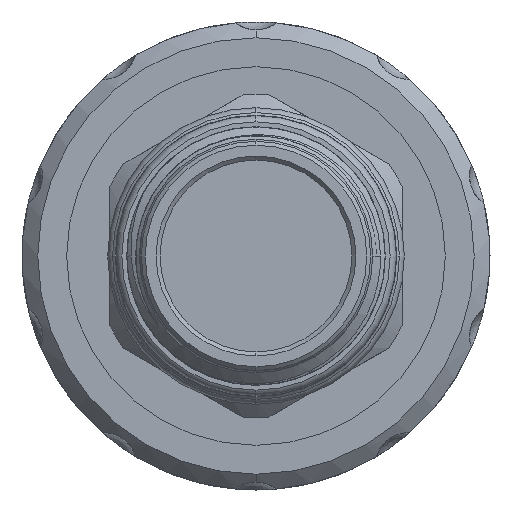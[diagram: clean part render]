
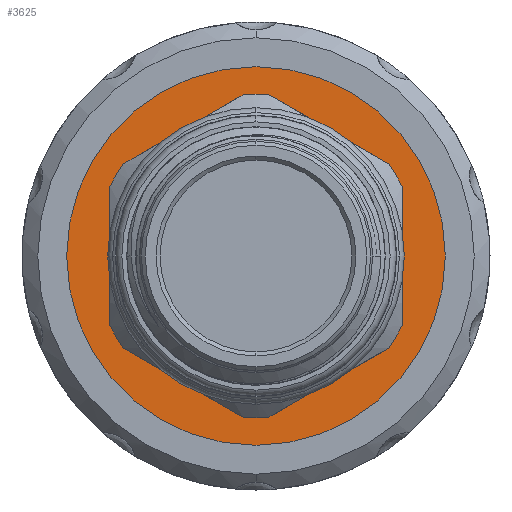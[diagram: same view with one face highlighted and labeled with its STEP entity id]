
A CAD part, left-side view. The second image highlights one B-rep face of the part: STEP entity #3625.
In plain terms, the highlighted planar face has unit normal (-1, 0, 0).
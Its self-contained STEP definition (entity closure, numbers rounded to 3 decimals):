
#110 = DIRECTION ( 'NONE',  ( 0., -1., 0. ) ) ;
#349 = AXIS2_PLACEMENT_3D ( 'NONE', #8037, #10372, #3225 ) ;
#551 = FACE_BOUND ( 'NONE', #7041, .T. ) ;
#599 = CARTESIAN_POINT ( 'NONE',  ( 10.15, 0., 0. ) ) ;
#917 = EDGE_CURVE ( 'NONE', #13201, #11364, #1888, .T. ) ;
#1286 = DIRECTION ( 'NONE',  ( 0., 0., 1. ) ) ;
#1565 = CIRCLE ( 'NONE', #349, 11.11 ) ;
#1777 = CARTESIAN_POINT ( 'NONE',  ( 10.15, 0., 0. ) ) ;
#1786 = DIRECTION ( 'NONE',  ( 0., -1., 0. ) ) ;
#1888 = CIRCLE ( 'NONE', #8461, 11.11 ) ;
#1942 = DIRECTION ( 'NONE',  ( 0., -1., 0. ) ) ;
#2019 = AXIS2_PLACEMENT_3D ( 'NONE', #8066, #9348, #15438 ) ;
#2728 = CARTESIAN_POINT ( 'NONE',  ( 10.15, 0., 0. ) ) ;
#2779 = DIRECTION ( 'NONE',  ( 0., 0., 1. ) ) ;
#2788 = VERTEX_POINT ( 'NONE', #13478 ) ;
#2925 = VERTEX_POINT ( 'NONE', #5527 ) ;
#3106 = VERTEX_POINT ( 'NONE', #4314 ) ;
#3225 = DIRECTION ( 'NONE',  ( 0., -1., 0. ) ) ;
#3400 = EDGE_CURVE ( 'NONE', #10147, #2788, #12027, .T. ) ;
#3517 = EDGE_CURVE ( 'NONE', #8846, #2925, #10857, .T. ) ;
#3579 = AXIS2_PLACEMENT_3D ( 'NONE', #7868, #4109, #1786 ) ;
#3625 = ADVANCED_FACE ( 'NONE', ( #551, #15613 ), #5841, .T. ) ;
#4109 = DIRECTION ( 'NONE',  ( 1., 0., 0. ) ) ;
#4111 = ORIENTED_EDGE ( 'NONE', *, *, #14935, .T. ) ;
#4229 = CIRCLE ( 'NONE', #3579, 11.11 ) ;
#4314 = CARTESIAN_POINT ( 'NONE',  ( 10.15, -5.555, -9.622 ) ) ;
#4359 = ORIENTED_EDGE ( 'NONE', *, *, #12545, .T. ) ;
#4675 = AXIS2_PLACEMENT_3D ( 'NONE', #12087, #7548, #110 ) ;
#4826 = ORIENTED_EDGE ( 'NONE', *, *, #3517, .T. ) ;
#5299 = AXIS2_PLACEMENT_3D ( 'NONE', #11350, #10027, #2779 ) ;
#5527 = CARTESIAN_POINT ( 'NONE',  ( 10.15, 11.11, 0. ) ) ;
#5841 = PLANE ( 'NONE',  #2019 ) ;
#6331 = EDGE_CURVE ( 'NONE', #2925, #13201, #7761, .T. ) ;
#6387 = CARTESIAN_POINT ( 'NONE',  ( 10.15, 5.555, -9.622 ) ) ;
#6551 = CARTESIAN_POINT ( 'NONE',  ( 10.15, 0., 14.4 ) ) ;
#7019 = CARTESIAN_POINT ( 'NONE',  ( 10.15, -5.555, 9.622 ) ) ;
#7041 = EDGE_LOOP ( 'NONE', ( #9148, #4359, #4826, #9593, #13010, #4111 ) ) ;
#7548 = DIRECTION ( 'NONE',  ( 1., 0., 0. ) ) ;
#7761 = CIRCLE ( 'NONE', #9327, 11.11 ) ;
#7868 = CARTESIAN_POINT ( 'NONE',  ( 10.15, 0., 0. ) ) ;
#8037 = CARTESIAN_POINT ( 'NONE',  ( 10.15, 0., 0. ) ) ;
#8066 = CARTESIAN_POINT ( 'NONE',  ( 10.15, 0., 0. ) ) ;
#8461 = AXIS2_PLACEMENT_3D ( 'NONE', #10767, #10817, #15541 ) ;
#8846 = VERTEX_POINT ( 'NONE', #6387 ) ;
#9148 = ORIENTED_EDGE ( 'NONE', *, *, #10184, .T. ) ;
#9202 = DIRECTION ( 'NONE',  ( 1., 0., 0. ) ) ;
#9220 = ORIENTED_EDGE ( 'NONE', *, *, #13151, .T. ) ;
#9327 = AXIS2_PLACEMENT_3D ( 'NONE', #599, #9202, #1942 ) ;
#9348 = DIRECTION ( 'NONE',  ( -1., 0., 0. ) ) ;
#9593 = ORIENTED_EDGE ( 'NONE', *, *, #6331, .T. ) ;
#9896 = CIRCLE ( 'NONE', #4675, 11.11 ) ;
#10027 = DIRECTION ( 'NONE',  ( -1., 0., 0. ) ) ;
#10147 = VERTEX_POINT ( 'NONE', #6551 ) ;
#10183 = CARTESIAN_POINT ( 'NONE',  ( 10.15, 5.555, 9.622 ) ) ;
#10184 = EDGE_CURVE ( 'NONE', #12775, #3106, #1565, .T. ) ;
#10372 = DIRECTION ( 'NONE',  ( 1., 0., 0. ) ) ;
#10767 = CARTESIAN_POINT ( 'NONE',  ( 10.15, 0., 0. ) ) ;
#10817 = DIRECTION ( 'NONE',  ( 1., 0., 0. ) ) ;
#10857 = CIRCLE ( 'NONE', #12342, 11.11 ) ;
#11350 = CARTESIAN_POINT ( 'NONE',  ( 10.15, 0., 0. ) ) ;
#11364 = VERTEX_POINT ( 'NONE', #7019 ) ;
#11514 = DIRECTION ( 'NONE',  ( 1., 0., 0. ) ) ;
#11576 = CARTESIAN_POINT ( 'NONE',  ( 10.15, -11.11, 0. ) ) ;
#12027 = CIRCLE ( 'NONE', #5299, 14.4 ) ;
#12087 = CARTESIAN_POINT ( 'NONE',  ( 10.15, 0., 0. ) ) ;
#12315 = AXIS2_PLACEMENT_3D ( 'NONE', #2728, #12366, #1286 ) ;
#12342 = AXIS2_PLACEMENT_3D ( 'NONE', #1777, #11514, #12750 ) ;
#12366 = DIRECTION ( 'NONE',  ( -1., 0., 0. ) ) ;
#12545 = EDGE_CURVE ( 'NONE', #3106, #8846, #9896, .T. ) ;
#12750 = DIRECTION ( 'NONE',  ( 0., -1., 0. ) ) ;
#12775 = VERTEX_POINT ( 'NONE', #11576 ) ;
#13010 = ORIENTED_EDGE ( 'NONE', *, *, #917, .T. ) ;
#13151 = EDGE_CURVE ( 'NONE', #2788, #10147, #14444, .T. ) ;
#13201 = VERTEX_POINT ( 'NONE', #10183 ) ;
#13478 = CARTESIAN_POINT ( 'NONE',  ( 10.15, 0., -14.4 ) ) ;
#13597 = EDGE_LOOP ( 'NONE', ( #9220, #15185 ) ) ;
#14444 = CIRCLE ( 'NONE', #12315, 14.4 ) ;
#14935 = EDGE_CURVE ( 'NONE', #11364, #12775, #4229, .T. ) ;
#15185 = ORIENTED_EDGE ( 'NONE', *, *, #3400, .T. ) ;
#15438 = DIRECTION ( 'NONE',  ( 0., 0., 1. ) ) ;
#15541 = DIRECTION ( 'NONE',  ( 0., -1., 0. ) ) ;
#15613 = FACE_OUTER_BOUND ( 'NONE', #13597, .T. ) ;
